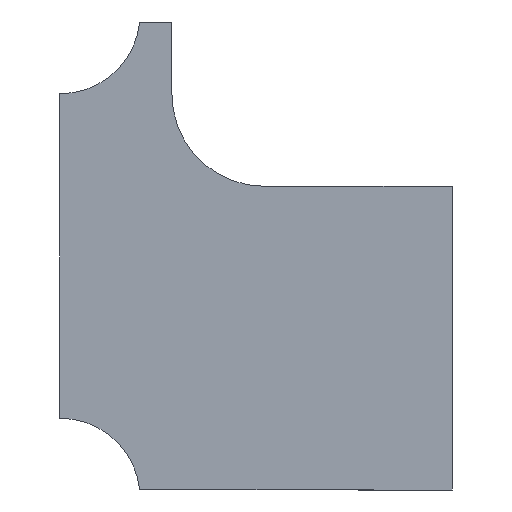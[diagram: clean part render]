
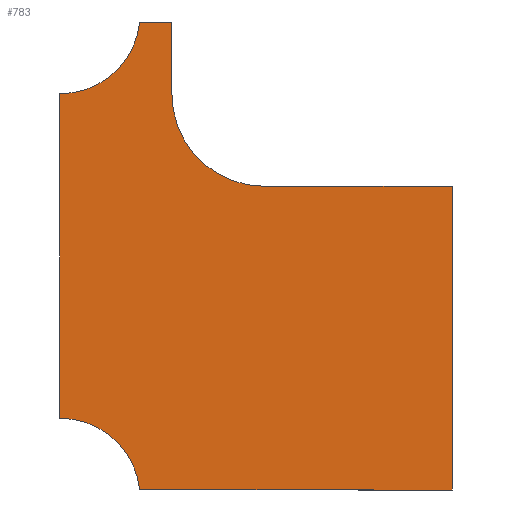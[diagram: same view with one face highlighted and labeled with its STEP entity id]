
A CAD part, front view. The second image highlights one B-rep face of the part: STEP entity #783.
In plain terms, the highlighted planar face has unit normal (0, -1, 0).
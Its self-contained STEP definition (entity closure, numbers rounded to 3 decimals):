
#1 = AXIS2_PLACEMENT_3D ( 'NONE', #127, #518, #422 ) ;
#25 = ORIENTED_EDGE ( 'NONE', *, *, #180, .F. ) ;
#45 = ORIENTED_EDGE ( 'NONE', *, *, #323, .F. ) ;
#92 = EDGE_CURVE ( 'NONE', #231, #371, #199, .T. ) ;
#96 = CARTESIAN_POINT ( 'NONE',  ( -35., 0., 0. ) ) ;
#103 = EDGE_CURVE ( 'NONE', #1042, #154, #984, .T. ) ;
#110 = ORIENTED_EDGE ( 'NONE', *, *, #601, .F. ) ;
#127 = CARTESIAN_POINT ( 'NONE',  ( -23.45, 0., -8.95 ) ) ;
#130 = ORIENTED_EDGE ( 'NONE', *, *, #1216, .T. ) ;
#140 = EDGE_CURVE ( 'NONE', #154, #231, #884, .T. ) ;
#154 = VERTEX_POINT ( 'NONE', #1086 ) ;
#180 = EDGE_CURVE ( 'NONE', #373, #257, #964, .T. ) ;
#186 = DIRECTION ( 'NONE',  ( 0., 0., -1. ) ) ;
#199 = LINE ( 'NONE', #970, #502 ) ;
#202 = EDGE_CURVE ( 'NONE', #474, #371, #446, .T. ) ;
#205 = ORIENTED_EDGE ( 'NONE', *, *, #140, .F. ) ;
#208 = CARTESIAN_POINT ( 'NONE',  ( -49., 0., -49.45 ) ) ;
#231 = VERTEX_POINT ( 'NONE', #999 ) ;
#242 = CARTESIAN_POINT ( 'NONE',  ( 0., 0., 0. ) ) ;
#253 = EDGE_LOOP ( 'NONE', ( #656, #45, #25, #1194, #130, #895, #110, #554, #776, #616, #205 ) ) ;
#256 = CARTESIAN_POINT ( 'NONE',  ( -49., 0., -49.45 ) ) ;
#257 = VERTEX_POINT ( 'NONE', #908 ) ;
#273 = DIRECTION ( 'NONE',  ( 0., 0., -1. ) ) ;
#305 = VERTEX_POINT ( 'NONE', #1100 ) ;
#313 = AXIS2_PLACEMENT_3D ( 'NONE', #352, #1055, #273 ) ;
#322 = VECTOR ( 'NONE', #793, 1000. ) ;
#323 = EDGE_CURVE ( 'NONE', #257, #1042, #1020, .T. ) ;
#325 = EDGE_CURVE ( 'NONE', #305, #373, #809, .T. ) ;
#326 = CARTESIAN_POINT ( 'NONE',  ( -48.945, 0., -59.45 ) ) ;
#331 = DIRECTION ( 'NONE',  ( 1., 0., 0. ) ) ;
#345 = CARTESIAN_POINT ( 'NONE',  ( -39., 0., -58.4 ) ) ;
#352 = CARTESIAN_POINT ( 'NONE',  ( -48.945, 0., 1.05 ) ) ;
#371 = VERTEX_POINT ( 'NONE', #345 ) ;
#373 = VERTEX_POINT ( 'NONE', #381 ) ;
#381 = CARTESIAN_POINT ( 'NONE',  ( -35., 0., 0. ) ) ;
#407 = CARTESIAN_POINT ( 'NONE',  ( -23.45, 0., -20.5 ) ) ;
#413 = LINE ( 'NONE', #1103, #603 ) ;
#422 = DIRECTION ( 'NONE',  ( 0., 0., -1. ) ) ;
#435 = FACE_OUTER_BOUND ( 'NONE', #253, .T. ) ;
#446 = CIRCLE ( 'NONE', #786, 10. ) ;
#448 = EDGE_CURVE ( 'NONE', #1099, #1242, #837, .T. ) ;
#449 = VERTEX_POINT ( 'NONE', #256 ) ;
#459 = CARTESIAN_POINT ( 'NONE',  ( -48.945, 0., -49.45 ) ) ;
#474 = VERTEX_POINT ( 'NONE', #459 ) ;
#480 = DIRECTION ( 'NONE',  ( 0., 0., -1. ) ) ;
#492 = DIRECTION ( 'NONE',  ( 0., 0., 1. ) ) ;
#502 = VECTOR ( 'NONE', #587, 1000. ) ;
#518 = DIRECTION ( 'NONE',  ( 0., -1., 0. ) ) ;
#525 = VECTOR ( 'NONE', #684, 1000. ) ;
#537 = DIRECTION ( 'NONE',  ( 0., -1., 0. ) ) ;
#554 = ORIENTED_EDGE ( 'NONE', *, *, #1051, .F. ) ;
#579 = CARTESIAN_POINT ( 'NONE',  ( -39., 0., -8.95 ) ) ;
#587 = DIRECTION ( 'NONE',  ( -1., 0., 0. ) ) ;
#601 = EDGE_CURVE ( 'NONE', #449, #1099, #413, .T. ) ;
#603 = VECTOR ( 'NONE', #492, 1000. ) ;
#616 = ORIENTED_EDGE ( 'NONE', *, *, #92, .F. ) ;
#629 = DIRECTION ( 'NONE',  ( 1., 0., 0. ) ) ;
#656 = ORIENTED_EDGE ( 'NONE', *, *, #103, .F. ) ;
#684 = DIRECTION ( 'NONE',  ( 1., 0., 0. ) ) ;
#724 = DIRECTION ( 'NONE',  ( 0., 1., 0. ) ) ;
#776 = ORIENTED_EDGE ( 'NONE', *, *, #202, .T. ) ;
#783 = ADVANCED_FACE ( 'NONE', ( #435 ), #818, .T. ) ;
#786 = AXIS2_PLACEMENT_3D ( 'NONE', #326, #724, #1023 ) ;
#793 = DIRECTION ( 'NONE',  ( -1., 0., 0. ) ) ;
#809 = LINE ( 'NONE', #1208, #1182 ) ;
#818 = PLANE ( 'NONE',  #853 ) ;
#837 = LINE ( 'NONE', #579, #956 ) ;
#853 = AXIS2_PLACEMENT_3D ( 'NONE', #242, #537, #925 ) ;
#859 = CARTESIAN_POINT ( 'NONE',  ( -48.945, 0., -8.95 ) ) ;
#884 = LINE ( 'NONE', #1067, #1219 ) ;
#895 = ORIENTED_EDGE ( 'NONE', *, *, #448, .F. ) ;
#908 = CARTESIAN_POINT ( 'NONE',  ( -35., 0., -8.95 ) ) ;
#925 = DIRECTION ( 'NONE',  ( 0., 0., -1. ) ) ;
#931 = CARTESIAN_POINT ( 'NONE',  ( -49., 0., -8.95 ) ) ;
#956 = VECTOR ( 'NONE', #629, 1000. ) ;
#964 = LINE ( 'NONE', #96, #1236 ) ;
#970 = CARTESIAN_POINT ( 'NONE',  ( -39., 0., -58.4 ) ) ;
#977 = CARTESIAN_POINT ( 'NONE',  ( 0., 0., -20.5 ) ) ;
#984 = LINE ( 'NONE', #977, #525 ) ;
#999 = CARTESIAN_POINT ( 'NONE',  ( 0., 0., -58.4 ) ) ;
#1020 = CIRCLE ( 'NONE', #1, 11.55 ) ;
#1023 = DIRECTION ( 'NONE',  ( 0., 0., -1. ) ) ;
#1042 = VERTEX_POINT ( 'NONE', #407 ) ;
#1051 = EDGE_CURVE ( 'NONE', #474, #449, #1089, .T. ) ;
#1055 = DIRECTION ( 'NONE',  ( 0., 1., 0. ) ) ;
#1067 = CARTESIAN_POINT ( 'NONE',  ( 0., 0., -58.4 ) ) ;
#1086 = CARTESIAN_POINT ( 'NONE',  ( 0., 0., -20.5 ) ) ;
#1089 = LINE ( 'NONE', #208, #322 ) ;
#1099 = VERTEX_POINT ( 'NONE', #931 ) ;
#1100 = CARTESIAN_POINT ( 'NONE',  ( -39., 0., 0. ) ) ;
#1103 = CARTESIAN_POINT ( 'NONE',  ( -49., 0., -8.95 ) ) ;
#1182 = VECTOR ( 'NONE', #331, 1000. ) ;
#1194 = ORIENTED_EDGE ( 'NONE', *, *, #325, .F. ) ;
#1208 = CARTESIAN_POINT ( 'NONE',  ( 0., 0., 0. ) ) ;
#1213 = CIRCLE ( 'NONE', #313, 10. ) ;
#1216 = EDGE_CURVE ( 'NONE', #305, #1242, #1213, .T. ) ;
#1219 = VECTOR ( 'NONE', #186, 1000. ) ;
#1236 = VECTOR ( 'NONE', #480, 1000. ) ;
#1242 = VERTEX_POINT ( 'NONE', #859 ) ;
